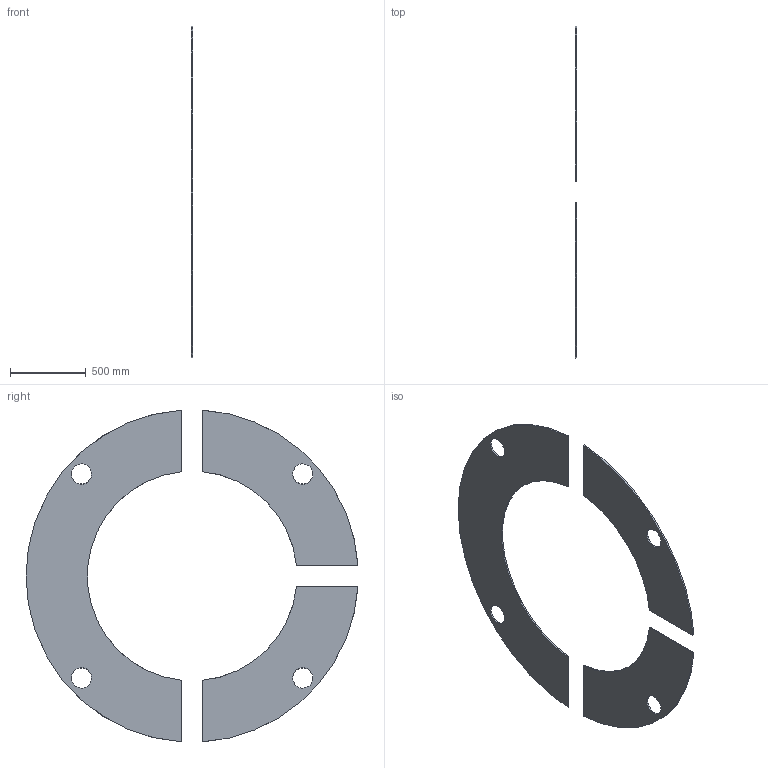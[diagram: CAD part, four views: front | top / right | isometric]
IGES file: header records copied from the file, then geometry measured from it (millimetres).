
Start section:  PTC IGES file: mice33-003.igs
Global section: file name: mice33-003.igs; native system: Pro/ENGINEER by Parametric Technology Corporation; preprocessor: 2004110; author: liuxiaokun; organization: Unknown; date: 080428.080941; units: millimetre
Bounding box: 10 x 2197.77 x 2195.54 mm (x, y, z)
Volume: 20561509.3 mm3; surface area: 4259115.6 mm2
Topology: 3 solids, 3 shells, 26 faces, 60 edges, 40 vertices
Faces by surface type: revolution 20, bspline 6
